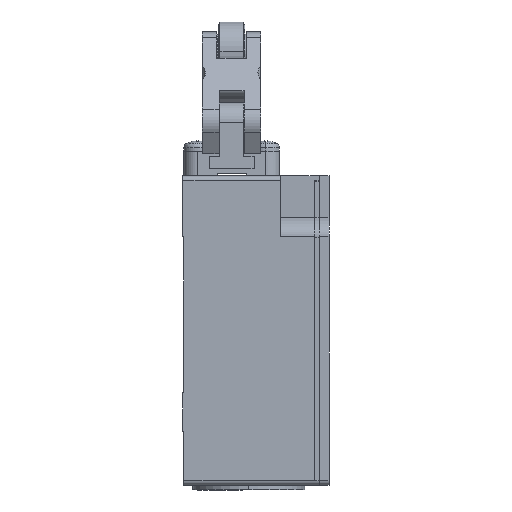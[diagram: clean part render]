
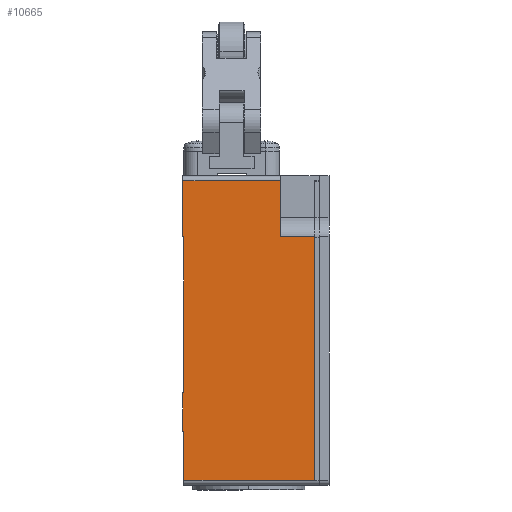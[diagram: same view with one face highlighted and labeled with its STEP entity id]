
A CAD part, left-side view. The second image highlights one B-rep face of the part: STEP entity #10665.
In plain terms, the highlighted planar face has unit normal (-1, 0, 0).
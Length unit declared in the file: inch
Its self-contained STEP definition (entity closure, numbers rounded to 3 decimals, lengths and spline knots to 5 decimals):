
#144 = VERTEX_POINT ( 'NONE', #6124 ) ;
#360 = VECTOR ( 'NONE', #5435, 39.37008 ) ;
#539 = VERTEX_POINT ( 'NONE', #843 ) ;
#628 = CARTESIAN_POINT ( 'NONE',  ( -0.59055, 0.52362, 0.7874 ) ) ;
#634 = ORIENTED_EDGE ( 'NONE', *, *, #2886, .T. ) ;
#843 = CARTESIAN_POINT ( 'NONE',  ( -0.59055, -0.5315, 2.04725 ) ) ;
#850 = PLANE ( 'NONE',  #5300 ) ;
#888 = DIRECTION ( 'NONE',  ( 0., -1., 0. ) ) ;
#914 = CARTESIAN_POINT ( 'NONE',  ( -0.59055, 0.5315, 0.47244 ) ) ;
#974 = ORIENTED_EDGE ( 'NONE', *, *, #4359, .T. ) ;
#1040 = LINE ( 'NONE', #11895, #3439 ) ;
#1102 = CARTESIAN_POINT ( 'NONE',  ( -0.59055, -0.64961, 0.7874 ) ) ;
#1187 = EDGE_LOOP ( 'NONE', ( #7170, #11232, #4078, #3934, #974, #4061, #2396, #7565, #4532, #8517, #634, #7182 ) ) ;
#1229 = LINE ( 'NONE', #5057, #7174 ) ;
#1378 = EDGE_CURVE ( 'NONE', #1476, #10170, #2431, .T. ) ;
#1406 = CARTESIAN_POINT ( 'NONE',  ( -0.59055, 0.5315, 1.28938 ) ) ;
#1476 = VERTEX_POINT ( 'NONE', #9324 ) ;
#1498 = LINE ( 'NONE', #12362, #10277 ) ;
#1536 = LINE ( 'NONE', #1406, #360 ) ;
#1733 = CARTESIAN_POINT ( 'NONE',  ( -0.59055, 0.5315, 2.04724 ) ) ;
#1750 = LINE ( 'NONE', #8961, #4880 ) ;
#2263 = VECTOR ( 'NONE', #4014, 39.37008 ) ;
#2396 = ORIENTED_EDGE ( 'NONE', *, *, #11428, .T. ) ;
#2431 = LINE ( 'NONE', #628, #6418 ) ;
#2585 = EDGE_CURVE ( 'NONE', #3744, #144, #11037, .T. ) ;
#2886 = EDGE_CURVE ( 'NONE', #9725, #3604, #9107, .T. ) ;
#2982 = DIRECTION ( 'NONE',  ( 0., 0., -1. ) ) ;
#3172 = EDGE_CURVE ( 'NONE', #10693, #8451, #6276, .T. ) ;
#3425 = EDGE_CURVE ( 'NONE', #9891, #1476, #5661, .T. ) ;
#3439 = VECTOR ( 'NONE', #2982, 39.37008 ) ;
#3604 = VERTEX_POINT ( 'NONE', #914 ) ;
#3744 = VERTEX_POINT ( 'NONE', #11557 ) ;
#3767 = DIRECTION ( 'NONE',  ( -1., 0., 0. ) ) ;
#3859 = CARTESIAN_POINT ( 'NONE',  ( -0.59055, 0.52362, 0.47244 ) ) ;
#3934 = ORIENTED_EDGE ( 'NONE', *, *, #10552, .T. ) ;
#4014 = DIRECTION ( 'NONE',  ( 0., 1., 0. ) ) ;
#4061 = ORIENTED_EDGE ( 'NONE', *, *, #2585, .T. ) ;
#4077 = CARTESIAN_POINT ( 'NONE',  ( -0.59055, 0.5315, 0.7874 ) ) ;
#4078 = ORIENTED_EDGE ( 'NONE', *, *, #10867, .F. ) ;
#4346 = DIRECTION ( 'NONE',  ( 0., 0., -1. ) ) ;
#4359 = EDGE_CURVE ( 'NONE', #8008, #3744, #5349, .T. ) ;
#4532 = ORIENTED_EDGE ( 'NONE', *, *, #1378, .T. ) ;
#4737 = DIRECTION ( 'NONE',  ( 0., 0., 1. ) ) ;
#4880 = VECTOR ( 'NONE', #11765, 39.37008 ) ;
#5057 = CARTESIAN_POINT ( 'NONE',  ( -0.59055, -0.5315, 1.28938 ) ) ;
#5060 = DIRECTION ( 'NONE',  ( 0., 1., 0. ) ) ;
#5143 = DIRECTION ( 'NONE',  ( 0., 0., -1. ) ) ;
#5300 = AXIS2_PLACEMENT_3D ( 'NONE', #5720, #3767, #4737 ) ;
#5349 = LINE ( 'NONE', #11272, #12009 ) ;
#5435 = DIRECTION ( 'NONE',  ( 0., 0., -1. ) ) ;
#5661 = LINE ( 'NONE', #9247, #9696 ) ;
#5720 = CARTESIAN_POINT ( 'NONE',  ( -0.59055, -0.64961, 2.50001 ) ) ;
#5846 = FACE_OUTER_BOUND ( 'NONE', #1187, .T. ) ;
#6121 = CARTESIAN_POINT ( 'NONE',  ( -0.59055, 0.5315, 1.28938 ) ) ;
#6124 = CARTESIAN_POINT ( 'NONE',  ( -0.59055, 0.5315, 2.50001 ) ) ;
#6228 = CARTESIAN_POINT ( 'NONE',  ( -0.59055, -0.5315, 0.07874 ) ) ;
#6276 = LINE ( 'NONE', #10240, #7461 ) ;
#6342 = EDGE_CURVE ( 'NONE', #10170, #9725, #10000, .T. ) ;
#6399 = DIRECTION ( 'NONE',  ( 0., 0., -1. ) ) ;
#6418 = VECTOR ( 'NONE', #6399, 39.37008 ) ;
#6466 = CARTESIAN_POINT ( 'NONE',  ( -0.59055, 0.52362, 0.7874 ) ) ;
#6681 = VECTOR ( 'NONE', #5060, 39.37008 ) ;
#7021 = CARTESIAN_POINT ( 'NONE',  ( -0.59055, -0.25591, 2.04725 ) ) ;
#7170 = ORIENTED_EDGE ( 'NONE', *, *, #10640, .T. ) ;
#7174 = VECTOR ( 'NONE', #4346, 39.37008 ) ;
#7182 = ORIENTED_EDGE ( 'NONE', *, *, #10651, .T. ) ;
#7461 = VECTOR ( 'NONE', #888, 39.37008 ) ;
#7565 = ORIENTED_EDGE ( 'NONE', *, *, #3425, .T. ) ;
#8008 = VERTEX_POINT ( 'NONE', #7021 ) ;
#8451 = VERTEX_POINT ( 'NONE', #6228 ) ;
#8517 = ORIENTED_EDGE ( 'NONE', *, *, #6342, .T. ) ;
#8573 = DIRECTION ( 'NONE',  ( 0., 1., 0. ) ) ;
#8705 = CARTESIAN_POINT ( 'NONE',  ( -0.59055, 0.52362, 0.07874 ) ) ;
#8710 = VERTEX_POINT ( 'NONE', #3859 ) ;
#8961 = CARTESIAN_POINT ( 'NONE',  ( -0.59055, -0.64961, 0.47244 ) ) ;
#9076 = CARTESIAN_POINT ( 'NONE',  ( -0.59055, -0.64961, 2.50001 ) ) ;
#9107 = LINE ( 'NONE', #6121, #12243 ) ;
#9247 = CARTESIAN_POINT ( 'NONE',  ( -0.59055, 0.52362, 2.04724 ) ) ;
#9324 = CARTESIAN_POINT ( 'NONE',  ( -0.59055, 0.52362, 2.04724 ) ) ;
#9696 = VECTOR ( 'NONE', #12316, 39.37008 ) ;
#9725 = VERTEX_POINT ( 'NONE', #4077 ) ;
#9891 = VERTEX_POINT ( 'NONE', #1733 ) ;
#10000 = LINE ( 'NONE', #1102, #6681 ) ;
#10170 = VERTEX_POINT ( 'NONE', #6466 ) ;
#10240 = CARTESIAN_POINT ( 'NONE',  ( -0.59055, -0.64961, 0.07874 ) ) ;
#10277 = VECTOR ( 'NONE', #8573, 39.37008 ) ;
#10552 = EDGE_CURVE ( 'NONE', #539, #8008, #1498, .T. ) ;
#10640 = EDGE_CURVE ( 'NONE', #8710, #10693, #1040, .T. ) ;
#10651 = EDGE_CURVE ( 'NONE', #3604, #8710, #1750, .T. ) ;
#10665 = ADVANCED_FACE ( 'NONE', ( #5846 ), #850, .T. ) ;
#10693 = VERTEX_POINT ( 'NONE', #8705 ) ;
#10867 = EDGE_CURVE ( 'NONE', #539, #8451, #1229, .T. ) ;
#11037 = LINE ( 'NONE', #9076, #2263 ) ;
#11232 = ORIENTED_EDGE ( 'NONE', *, *, #3172, .T. ) ;
#11272 = CARTESIAN_POINT ( 'NONE',  ( -0.59055, -0.25591, 2.50001 ) ) ;
#11428 = EDGE_CURVE ( 'NONE', #144, #9891, #1536, .T. ) ;
#11557 = CARTESIAN_POINT ( 'NONE',  ( -0.59055, -0.25591, 2.50001 ) ) ;
#11765 = DIRECTION ( 'NONE',  ( 0., -1., 0. ) ) ;
#11895 = CARTESIAN_POINT ( 'NONE',  ( -0.59055, 0.52362, 0.03937 ) ) ;
#12009 = VECTOR ( 'NONE', #12314, 39.37008 ) ;
#12243 = VECTOR ( 'NONE', #5143, 39.37008 ) ;
#12314 = DIRECTION ( 'NONE',  ( 0., 0., 1. ) ) ;
#12316 = DIRECTION ( 'NONE',  ( 0., -1., 0. ) ) ;
#12362 = CARTESIAN_POINT ( 'NONE',  ( -0.59055, -0.64961, 2.04725 ) ) ;
